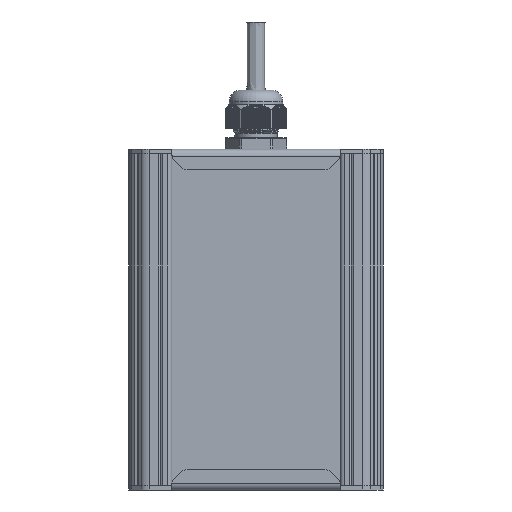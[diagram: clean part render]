
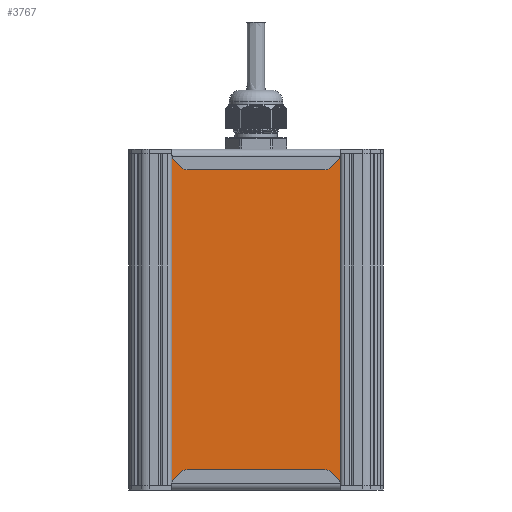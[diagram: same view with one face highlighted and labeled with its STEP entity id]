
A CAD part, front view. The second image highlights one B-rep face of the part: STEP entity #3767.
In plain terms, the highlighted face is planar.
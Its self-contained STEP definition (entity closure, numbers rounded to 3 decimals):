
#3767=ADVANCED_FACE('',(#12968),#12970,.T.);
#12968=FACE_BOUND('',#12969,.T.);
#12969=EDGE_LOOP('',(#42177,#42178,#42179,#42180));
#12970=PLANE('',#12971);
#12971=AXIS2_PLACEMENT_3D('',#12972,#12973,#12974);
#12972=CARTESIAN_POINT('',(120.465,593.492,117.308));
#12973=DIRECTION('',(0.,0.,-1.));
#12974=DIRECTION('',(0.,1.,0.));
#42177=ORIENTED_EDGE('',*,*,#50239,.T.);
#42178=ORIENTED_EDGE('',*,*,#50238,.T.);
#42179=ORIENTED_EDGE('',*,*,#50240,.T.);
#42180=ORIENTED_EDGE('',*,*,#50241,.F.);
#50238=EDGE_CURVE('',#56597,#56602,#56604,.T.);
#50239=EDGE_CURVE('',#56605,#56597,#56606,.F.);
#50240=EDGE_CURVE('',#56602,#56607,#56608,.T.);
#50241=EDGE_CURVE('',#56605,#56607,#56609,.T.);
#56597=VERTEX_POINT('',#76645);
#56602=VERTEX_POINT('',#76654);
#56604=LINE('',#76658,#76659);
#56605=VERTEX_POINT('',#76661);
#56606=LINE('',#76662,#76663);
#56607=VERTEX_POINT('',#76665);
#56608=LINE('',#76666,#76667);
#56609=LINE('',#76669,#76670);
#76645=CARTESIAN_POINT('',(195.465,679.838,117.308));
#76654=CARTESIAN_POINT('',(341.465,679.838,117.308));
#76658=CARTESIAN_POINT('',(195.465,679.838,117.308));
#76659=VECTOR('',#76660,1.);
#76660=DIRECTION('',(1.,0.,0.));
#76661=CARTESIAN_POINT('',(195.465,593.492,117.308));
#76662=CARTESIAN_POINT('',(195.465,679.838,117.308));
#76663=VECTOR('',#76664,1.);
#76664=DIRECTION('',(0.,-1.,0.));
#76665=CARTESIAN_POINT('',(341.465,593.492,117.308));
#76666=CARTESIAN_POINT('',(341.465,679.838,117.308));
#76667=VECTOR('',#76668,1.);
#76668=DIRECTION('',(0.,-1.,0.));
#76669=CARTESIAN_POINT('',(195.465,593.492,117.308));
#76670=VECTOR('',#76671,1.);
#76671=DIRECTION('',(1.,0.,0.));
